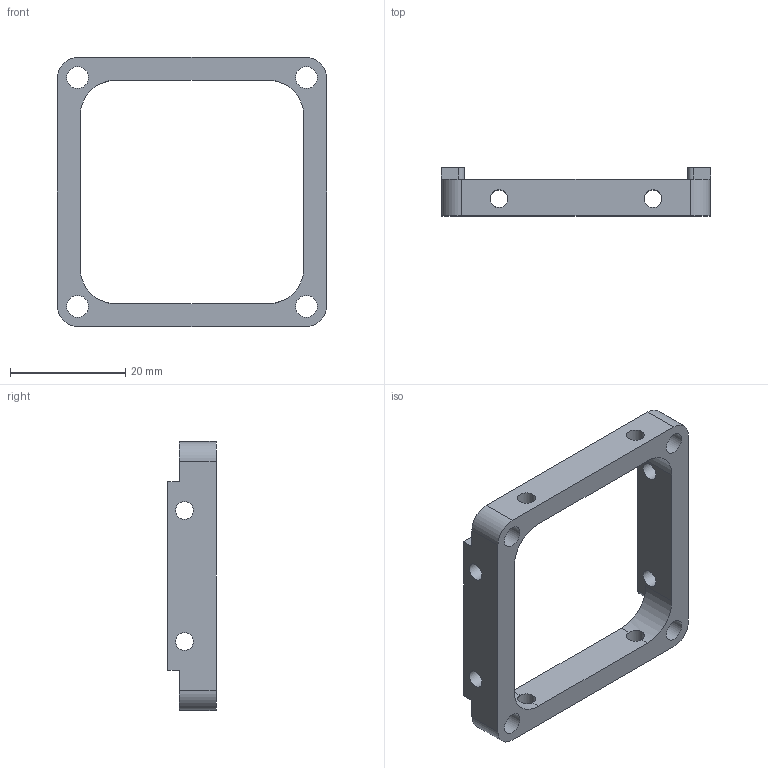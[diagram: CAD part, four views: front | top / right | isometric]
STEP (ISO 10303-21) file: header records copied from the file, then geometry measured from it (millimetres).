
FILE_DESCRIPTION(/* description */ (''),/* implementation_level */ '2;1');
FILE_NAME(/* name */ 'Y- Rails.step',/* time_stamp */ '2023-06-20T11:49:37-04:00',/* author */ (''),/* organization */ (''),/* preprocessor_version */ 'ST-DEVELOPER v19.2',/* originating_system */ 'Autodesk Translation Framework v12.6.0.85',/* authorisation */ '');
FILE_SCHEMA (('AUTOMOTIVE_DESIGN { 1 0 10303 214 3 1 1 }'));
Length unit declared in the file: millimetre
Products named in the file (2): Y- Rails; Component1
Assembly tree (1 placements, depth 2):
  Y- Rails
    Component1
Bounding box: 46.8 x 8.4 x 46.8 mm (x, y, z)
Volume: 4503.6 mm3; surface area: 4195.9 mm2
Topology: 1 solids, 1 shells, 41 faces, 132 edges, 88 vertices
Faces by surface type: cylinder 24, plane 17
Full cylindrical faces by diameter (mm): 3.1 x8, 3.8 x4
Entity records: 1639 total; most frequent: CARTESIAN_POINT 334, ORIENTED_EDGE 264, DIRECTION 264, EDGE_CURVE 132, AXIS2_PLACEMENT_3D 94, VERTEX_POINT 88, LINE 76, VECTOR 76
